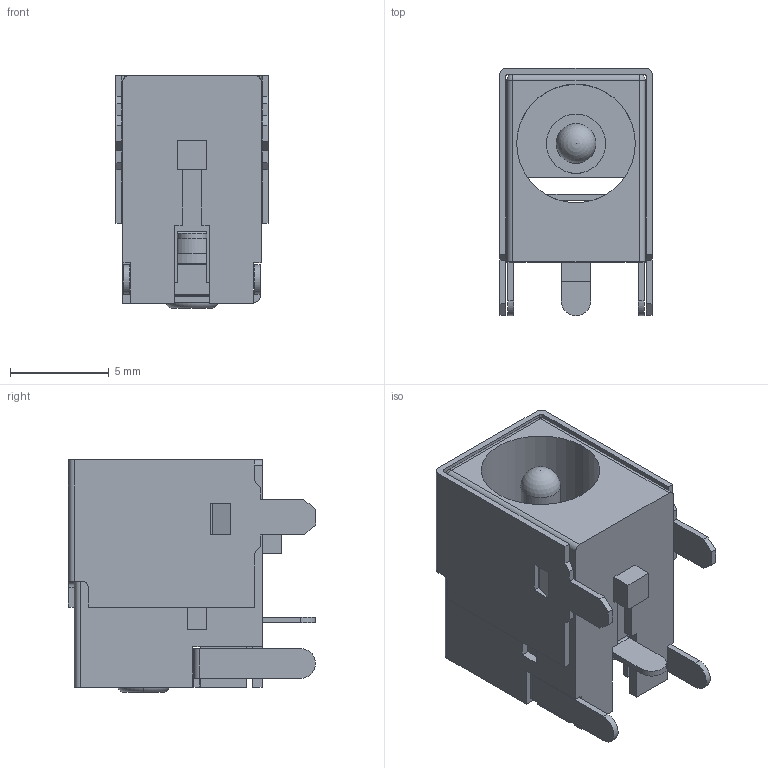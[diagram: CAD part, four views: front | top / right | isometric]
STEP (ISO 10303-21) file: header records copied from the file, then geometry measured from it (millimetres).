
FILE_DESCRIPTION (( 'STEP AP214' ), '1' );
FILE_NAME ('CUI_PJ-047AH.step', '2017-08-15T22:20:24', ( '' ), ( '' ), 'SwSTEP 2.0', 'SolidWorks 2017', '' );
FILE_SCHEMA (( 'AUTOMOTIVE_DESIGN' ));
Length unit declared in the file: millimetre
Products named in the file (1): CUI_PJ-047AH
Bounding box: 7.7 x 12.5 x 11.75 mm (x, y, z)
Volume: 530 mm3; surface area: 1395.6 mm2
Topology: 5 solids, 5 shells, 191 faces, 515 edges, 337 vertices
Faces by surface type: plane 151, cylinder 33, torus 4, sphere 3
Entity records: 5981 total; most frequent: CARTESIAN_POINT 1039, ORIENTED_EDGE 1022, DIRECTION 977, EDGE_CURVE 511, LINE 429, VECTOR 429, VERTEX_POINT 336, AXIS2_PLACEMENT_3D 274
